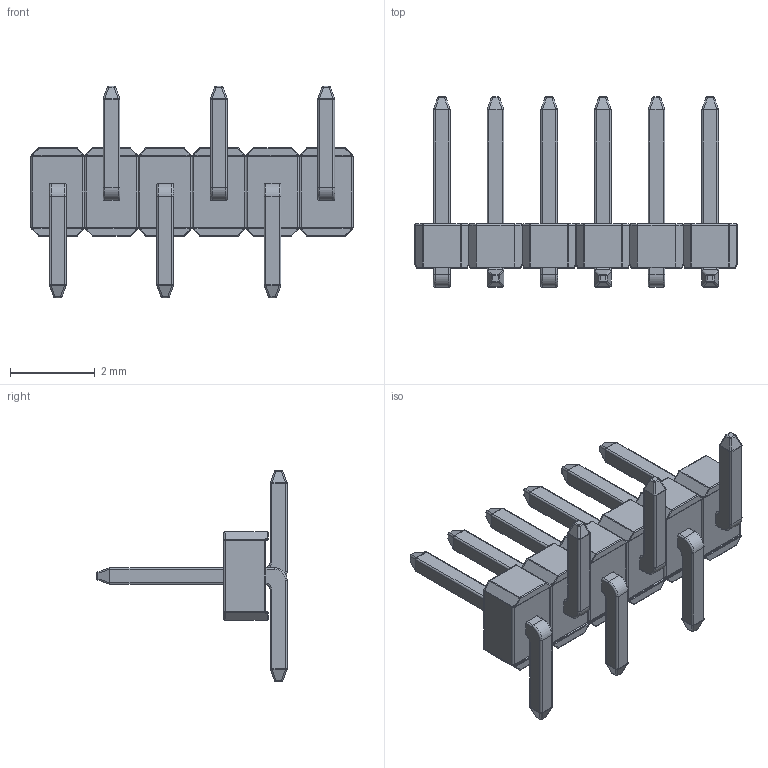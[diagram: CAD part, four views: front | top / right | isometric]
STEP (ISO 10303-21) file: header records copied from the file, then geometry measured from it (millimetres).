
FILE_DESCRIPTION (( 'STEP AP214' ), '1' );
FILE_NAME ('M50-3630642.STEP', '2018-01-16T21:53:46', ( '' ), ( '' ), 'SwSTEP 2.0', 'SolidWorks 2014', '' );
FILE_SCHEMA (( 'AUTOMOTIVE_DESIGN' ));
Length unit declared in the file: millimetre
Products named in the file (2): M50-363-Pin; M50-3630642
Assembly tree (6 placements, depth 2):
  M50-3630642
    M50-363-Pin  x6
Bounding box: 7.62 x 4.5 x 5 mm (x, y, z)
Volume: 20.9 mm3; surface area: 118.8 mm2
Topology: 6 solids, 6 shells, 906 faces, 2046 edges, 1020 vertices
Faces by surface type: cylinder 408, plane 198, sphere 144, bspline 96, torus 60
Entity records: 5598 total; most frequent: CARTESIAN_POINT 1219, DIRECTION 683, ORIENTED_EDGE 634, EDGE_CURVE 317, AXIS2_PLACEMENT_3D 270, VERTEX_POINT 170, EDGE_LOOP 153, FACE_OUTER_BOUND 151
